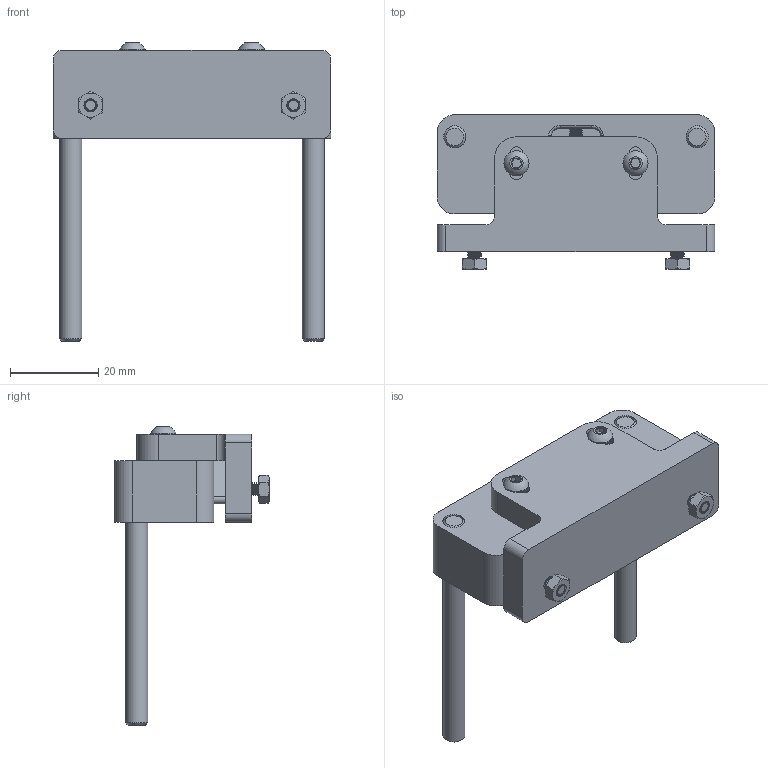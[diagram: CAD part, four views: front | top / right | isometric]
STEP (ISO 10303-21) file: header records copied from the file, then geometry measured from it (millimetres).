
FILE_DESCRIPTION(/* description */ (''),/* implementation_level */ '2;1');
FILE_NAME(/* name */ '55mm_parking_post v3.step',/* time_stamp */ '2020-12-29T14:48:27-08:00',/* author */ (''),/* organization */ (''),/* preprocessor_version */ 'ST-DEVELOPER v18.1',/* originating_system */ 'Autodesk Translation Framework v9.7.1.1290',/* authorisation */ '');
FILE_SCHEMA (('AUTOMOTIVE_DESIGN { 1 0 10303 214 3 1 1 }'));
Length unit declared in the file: millimetre
Products named in the file (8): 55mm_parking_post; dovetail_parking_post_Parking Post Base; dowel_pin_5mm_d_60m_l; dovetail_parking_post_Tool Holder; m3_10mm_buttonhead_screw_92095A182_92095A182; m3_heat_set_insert_94180A331_94180A331; m3_8mm_buttonhead_screw_92095A181_92095A181; M3_NUT_91828A211
Assembly tree (14 placements, depth 2):
  55mm_parking_post
    dovetail_parking_post_Parking Post Base
    dowel_pin_5mm_d_60m_l  x2
    m3_10mm_buttonhead_screw_92095A182_92095A182  x2
    m3_heat_set_insert_94180A331_94180A331  x3
    dovetail_parking_post_Tool Holder
    m3_8mm_buttonhead_screw_92095A181_92095A181  x3
    M3_NUT_91828A211  x2
Bounding box: 63 x 35 x 67.65 mm (x, y, z)
Volume: 32627.5 mm3; surface area: 16624.5 mm2
Topology: 14 solids, 14 shells, 1177 faces, 3247 edges, 2130 vertices
Faces by surface type: cylinder 494, bspline 459, plane 123, cone 96, sphere 5
Full cylindrical faces by diameter (mm): 2.35 x109, 3 x87, 3.2 x4, 5 x2, 5.05 x5, 5.1 x3, 5.16 x3, 5.56 x3, 5.7 x5, 6.5 x2
Entity records: 24888 total; most frequent: CARTESIAN_POINT 13529, ORIENTED_EDGE 2622, DIRECTION 2083, EDGE_CURVE 1311, VERTEX_POINT 856, AXIS2_PLACEMENT_3D 806, EDGE_LOOP 521, FACE_OUTER_BOUND 484
